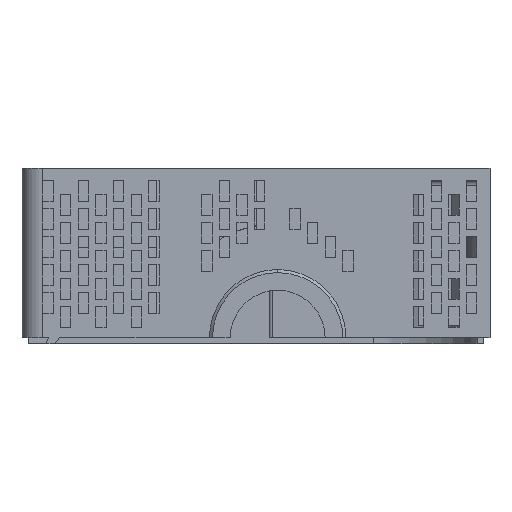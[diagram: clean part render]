
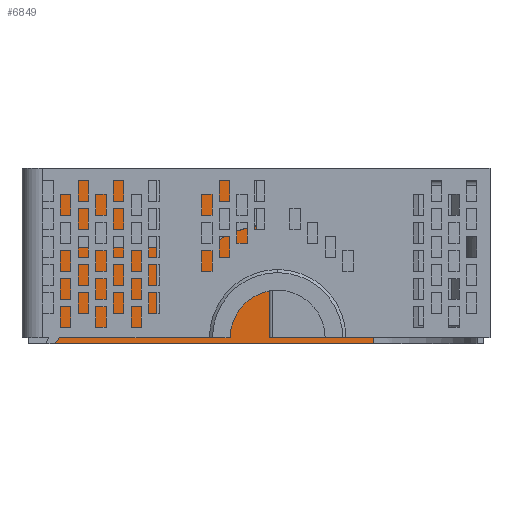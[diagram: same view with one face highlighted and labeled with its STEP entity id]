
A CAD part, front view. The second image highlights one B-rep face of the part: STEP entity #6849.
In plain terms, the highlighted planar face has unit normal (0, -1, 0).
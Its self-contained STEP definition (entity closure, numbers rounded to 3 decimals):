
#41 = VERTEX_POINT ( 'NONE', #16528 ) ;
#403 = CARTESIAN_POINT ( 'NONE',  ( -76.288, 91.729, -119.695 ) ) ;
#612 = DIRECTION ( 'NONE',  ( 0., 0., 1. ) ) ;
#698 = CARTESIAN_POINT ( 'NONE',  ( -31.188, 91.729, -141.045 ) ) ;
#748 = ORIENTED_EDGE ( 'NONE', *, *, #27607, .T. ) ;
#760 = DIRECTION ( 'NONE',  ( 0., 0., 1. ) ) ;
#771 = VERTEX_POINT ( 'NONE', #23689 ) ;
#1886 = VECTOR ( 'NONE', #28620, 1000. ) ;
#2240 = EDGE_CURVE ( 'NONE', #4997, #29736, #4870, .T. ) ;
#2530 = CARTESIAN_POINT ( 'NONE',  ( -10.938, 91.729, -141.045 ) ) ;
#2550 = EDGE_CURVE ( 'NONE', #41, #8233, #7331, .T. ) ;
#2633 = EDGE_CURVE ( 'NONE', #8233, #19153, #15962, .T. ) ;
#2937 = VECTOR ( 'NONE', #24127, 1000. ) ;
#2958 = VERTEX_POINT ( 'NONE', #403 ) ;
#3207 = EDGE_CURVE ( 'NONE', #771, #19153, #19290, .T. ) ;
#3215 = DIRECTION ( 'NONE',  ( -0.707, 0., 0.707 ) ) ;
#3810 = CARTESIAN_POINT ( 'NONE',  ( -35.988, 91.729, -141.045 ) ) ;
#3929 = ORIENTED_EDGE ( 'NONE', *, *, #30068, .T. ) ;
#3964 = LINE ( 'NONE', #3810, #14981 ) ;
#4315 = ORIENTED_EDGE ( 'NONE', *, *, #21028, .T. ) ;
#4870 = LINE ( 'NONE', #28950, #8447 ) ;
#4997 = VERTEX_POINT ( 'NONE', #8252 ) ;
#5741 = LINE ( 'NONE', #30274, #30711 ) ;
#5777 = CARTESIAN_POINT ( 'NONE',  ( -29.438, 91.729, -119.695 ) ) ;
#5929 = LINE ( 'NONE', #25659, #14938 ) ;
#6367 = EDGE_LOOP ( 'NONE', ( #12054, #29512, #13700, #30837, #30212, #22827, #9177, #4315, #22047, #7224, #13481, #18644, #8017, #748, #6561, #25943, #19405, #3929, #23987 ) ) ;
#6561 = ORIENTED_EDGE ( 'NONE', *, *, #6930, .T. ) ;
#6619 = VECTOR ( 'NONE', #612, 1000. ) ;
#6849 = ADVANCED_FACE ( 'NONE', ( #7020 ), #26912, .F. ) ;
#6930 = EDGE_CURVE ( 'NONE', #10653, #28104, #10055, .T. ) ;
#7017 = LINE ( 'NONE', #26758, #12153 ) ;
#7020 = FACE_OUTER_BOUND ( 'NONE', #6367, .T. ) ;
#7224 = ORIENTED_EDGE ( 'NONE', *, *, #13403, .T. ) ;
#7331 = LINE ( 'NONE', #24981, #21295 ) ;
#8017 = ORIENTED_EDGE ( 'NONE', *, *, #28189, .T. ) ;
#8233 = VERTEX_POINT ( 'NONE', #31411 ) ;
#8252 = CARTESIAN_POINT ( 'NONE',  ( -35.988, 91.729, -110.745 ) ) ;
#8332 = LINE ( 'NONE', #5777, #19328 ) ;
#8377 = LINE ( 'NONE', #698, #16605 ) ;
#8447 = VECTOR ( 'NONE', #14647, 1000. ) ;
#8479 = CARTESIAN_POINT ( 'NONE',  ( -73.888, 91.729, -110.745 ) ) ;
#8619 = VERTEX_POINT ( 'NONE', #29408 ) ;
#8643 = LINE ( 'NONE', #13302, #9111 ) ;
#9111 = VECTOR ( 'NONE', #16013, 1000. ) ;
#9177 = ORIENTED_EDGE ( 'NONE', *, *, #10540, .T. ) ;
#9209 = VECTOR ( 'NONE', #11884, 1000. ) ;
#9506 = LINE ( 'NONE', #24282, #25562 ) ;
#9633 = CARTESIAN_POINT ( 'NONE',  ( -32.088, 91.729, -130.045 ) ) ;
#9668 = LINE ( 'NONE', #21723, #2937 ) ;
#9880 = VERTEX_POINT ( 'NONE', #18828 ) ;
#9935 = LINE ( 'NONE', #24698, #27516 ) ;
#9972 = CARTESIAN_POINT ( 'NONE',  ( 0., 91.729, -141.045 ) ) ;
#10055 = LINE ( 'NONE', #17452, #23728 ) ;
#10540 = EDGE_CURVE ( 'NONE', #31385, #13371, #5929, .T. ) ;
#10653 = VERTEX_POINT ( 'NONE', #16976 ) ;
#10960 = CARTESIAN_POINT ( 'NONE',  ( -53.738, 91.729, -110.745 ) ) ;
#11009 = DIRECTION ( 'NONE',  ( 0., 0., 1. ) ) ;
#11115 = CARTESIAN_POINT ( 'NONE',  ( -35.988, 91.729, -119.695 ) ) ;
#11884 = DIRECTION ( 'NONE',  ( -1., 0., 0. ) ) ;
#12054 = ORIENTED_EDGE ( 'NONE', *, *, #2633, .T. ) ;
#12153 = VECTOR ( 'NONE', #26290, 1000. ) ;
#12199 = CARTESIAN_POINT ( 'NONE',  ( -29.438, 91.729, -119.695 ) ) ;
#13302 = CARTESIAN_POINT ( 'NONE',  ( -29.438, 91.729, -119.695 ) ) ;
#13371 = VERTEX_POINT ( 'NONE', #26114 ) ;
#13403 = EDGE_CURVE ( 'NONE', #29992, #4997, #3964, .T. ) ;
#13481 = ORIENTED_EDGE ( 'NONE', *, *, #2240, .T. ) ;
#13700 = ORIENTED_EDGE ( 'NONE', *, *, #25989, .T. ) ;
#14415 = LINE ( 'NONE', #25305, #6619 ) ;
#14647 = DIRECTION ( 'NONE',  ( -1., 0., 0. ) ) ;
#14938 = VECTOR ( 'NONE', #3215, 1000. ) ;
#14947 = DIRECTION ( 'NONE',  ( 1., 0., 0. ) ) ;
#14981 = VECTOR ( 'NONE', #11009, 1000. ) ;
#15860 = DIRECTION ( 'NONE',  ( 1., 0., 0. ) ) ;
#15904 = EDGE_CURVE ( 'NONE', #9880, #8619, #20575, .T. ) ;
#15907 = EDGE_CURVE ( 'NONE', #29810, #8619, #8377, .T. ) ;
#15962 = LINE ( 'NONE', #17753, #22500 ) ;
#16013 = DIRECTION ( 'NONE',  ( -1., 0., 0. ) ) ;
#16528 = CARTESIAN_POINT ( 'NONE',  ( -76.288, 91.729, -142.245 ) ) ;
#16605 = VECTOR ( 'NONE', #25703, 1000. ) ;
#16976 = CARTESIAN_POINT ( 'NONE',  ( -56.138, 91.729, -110.745 ) ) ;
#17050 = DIRECTION ( 'NONE',  ( 0., 0., -1. ) ) ;
#17452 = CARTESIAN_POINT ( 'NONE',  ( -29.438, 91.729, -110.745 ) ) ;
#17753 = CARTESIAN_POINT ( 'NONE',  ( -10.938, 91.729, -142.245 ) ) ;
#18644 = ORIENTED_EDGE ( 'NONE', *, *, #30730, .T. ) ;
#18828 = CARTESIAN_POINT ( 'NONE',  ( -22.138, 91.729, -110.745 ) ) ;
#19097 = AXIS2_PLACEMENT_3D ( 'NONE', #29171, #26761, #24670 ) ;
#19147 = CARTESIAN_POINT ( 'NONE',  ( -29.438, 91.729, -130.045 ) ) ;
#19153 = VERTEX_POINT ( 'NONE', #2530 ) ;
#19272 = VERTEX_POINT ( 'NONE', #23513 ) ;
#19290 = LINE ( 'NONE', #9972, #24840 ) ;
#19328 = VECTOR ( 'NONE', #15860, 1000. ) ;
#19405 = ORIENTED_EDGE ( 'NONE', *, *, #28094, .F. ) ;
#20575 = LINE ( 'NONE', #30356, #30440 ) ;
#20761 = CARTESIAN_POINT ( 'NONE',  ( -31.188, 91.729, -130.045 ) ) ;
#21028 = EDGE_CURVE ( 'NONE', #13371, #25818, #9935, .T. ) ;
#21295 = VECTOR ( 'NONE', #29793, 1000. ) ;
#21555 = LINE ( 'NONE', #19147, #1886 ) ;
#21723 = CARTESIAN_POINT ( 'NONE',  ( -56.138, 91.729, -141.045 ) ) ;
#22047 = ORIENTED_EDGE ( 'NONE', *, *, #31387, .T. ) ;
#22437 = DIRECTION ( 'NONE',  ( 0., 0., -1. ) ) ;
#22500 = VECTOR ( 'NONE', #28181, 1000. ) ;
#22827 = ORIENTED_EDGE ( 'NONE', *, *, #26590, .F. ) ;
#23063 = VERTEX_POINT ( 'NONE', #30179 ) ;
#23513 = CARTESIAN_POINT ( 'NONE',  ( -56.138, 91.729, -119.695 ) ) ;
#23689 = CARTESIAN_POINT ( 'NONE',  ( -22.138, 91.729, -141.045 ) ) ;
#23728 = VECTOR ( 'NONE', #27236, 1000. ) ;
#23987 = ORIENTED_EDGE ( 'NONE', *, *, #2550, .T. ) ;
#24127 = DIRECTION ( 'NONE',  ( 0., 0., 1. ) ) ;
#24282 = CARTESIAN_POINT ( 'NONE',  ( -76.288, 91.729, -141.045 ) ) ;
#24670 = DIRECTION ( 'NONE',  ( 0., 0., 1. ) ) ;
#24698 = CARTESIAN_POINT ( 'NONE',  ( -33.588, 91.729, -141.045 ) ) ;
#24840 = VECTOR ( 'NONE', #14947, 1000. ) ;
#24981 = CARTESIAN_POINT ( 'NONE',  ( 0., 91.729, -142.245 ) ) ;
#25305 = CARTESIAN_POINT ( 'NONE',  ( -73.888, 91.729, -141.045 ) ) ;
#25562 = VECTOR ( 'NONE', #17050, 1000. ) ;
#25659 = CARTESIAN_POINT ( 'NONE',  ( -25.263, 91.729, -136.87 ) ) ;
#25703 = DIRECTION ( 'NONE',  ( 0., 0., 1. ) ) ;
#25818 = VERTEX_POINT ( 'NONE', #27301 ) ;
#25943 = ORIENTED_EDGE ( 'NONE', *, *, #30672, .F. ) ;
#25989 = EDGE_CURVE ( 'NONE', #771, #9880, #7017, .T. ) ;
#26114 = CARTESIAN_POINT ( 'NONE',  ( -33.588, 91.729, -128.545 ) ) ;
#26290 = DIRECTION ( 'NONE',  ( 0., 0., 1. ) ) ;
#26421 = CARTESIAN_POINT ( 'NONE',  ( -73.888, 91.729, -119.695 ) ) ;
#26590 = EDGE_CURVE ( 'NONE', #31385, #29810, #21555, .T. ) ;
#26758 = CARTESIAN_POINT ( 'NONE',  ( -22.138, 91.729, -141.045 ) ) ;
#26761 = DIRECTION ( 'NONE',  ( 0., 1., 0. ) ) ;
#26912 = PLANE ( 'NONE',  #19097 ) ;
#27236 = DIRECTION ( 'NONE',  ( -1., 0., 0. ) ) ;
#27301 = CARTESIAN_POINT ( 'NONE',  ( -33.588, 91.729, -119.695 ) ) ;
#27516 = VECTOR ( 'NONE', #760, 1000. ) ;
#27607 = EDGE_CURVE ( 'NONE', #19272, #10653, #9668, .T. ) ;
#27949 = DIRECTION ( 'NONE',  ( -1., 0., 0. ) ) ;
#28094 = EDGE_CURVE ( 'NONE', #2958, #30910, #8332, .T. ) ;
#28104 = VERTEX_POINT ( 'NONE', #8479 ) ;
#28181 = DIRECTION ( 'NONE',  ( 0., 0., 1. ) ) ;
#28189 = EDGE_CURVE ( 'NONE', #23063, #19272, #8643, .T. ) ;
#28620 = DIRECTION ( 'NONE',  ( 1., 0., 0. ) ) ;
#28950 = CARTESIAN_POINT ( 'NONE',  ( -29.438, 91.729, -110.745 ) ) ;
#29171 = CARTESIAN_POINT ( 'NONE',  ( -29.438, 91.729, -141.045 ) ) ;
#29408 = CARTESIAN_POINT ( 'NONE',  ( -31.188, 91.729, -110.745 ) ) ;
#29512 = ORIENTED_EDGE ( 'NONE', *, *, #3207, .F. ) ;
#29736 = VERTEX_POINT ( 'NONE', #10960 ) ;
#29793 = DIRECTION ( 'NONE',  ( 1., 0., 0. ) ) ;
#29810 = VERTEX_POINT ( 'NONE', #20761 ) ;
#29992 = VERTEX_POINT ( 'NONE', #11115 ) ;
#30068 = EDGE_CURVE ( 'NONE', #2958, #41, #9506, .T. ) ;
#30179 = CARTESIAN_POINT ( 'NONE',  ( -53.738, 91.729, -119.695 ) ) ;
#30212 = ORIENTED_EDGE ( 'NONE', *, *, #15907, .F. ) ;
#30274 = CARTESIAN_POINT ( 'NONE',  ( -53.738, 91.729, -141.045 ) ) ;
#30356 = CARTESIAN_POINT ( 'NONE',  ( -29.438, 91.729, -110.745 ) ) ;
#30440 = VECTOR ( 'NONE', #27949, 1000. ) ;
#30672 = EDGE_CURVE ( 'NONE', #30910, #28104, #14415, .T. ) ;
#30711 = VECTOR ( 'NONE', #22437, 1000. ) ;
#30730 = EDGE_CURVE ( 'NONE', #29736, #23063, #5741, .T. ) ;
#30837 = ORIENTED_EDGE ( 'NONE', *, *, #15904, .T. ) ;
#30910 = VERTEX_POINT ( 'NONE', #26421 ) ;
#31385 = VERTEX_POINT ( 'NONE', #9633 ) ;
#31387 = EDGE_CURVE ( 'NONE', #25818, #29992, #31611, .T. ) ;
#31411 = CARTESIAN_POINT ( 'NONE',  ( -10.938, 91.729, -142.245 ) ) ;
#31611 = LINE ( 'NONE', #12199, #9209 ) ;
